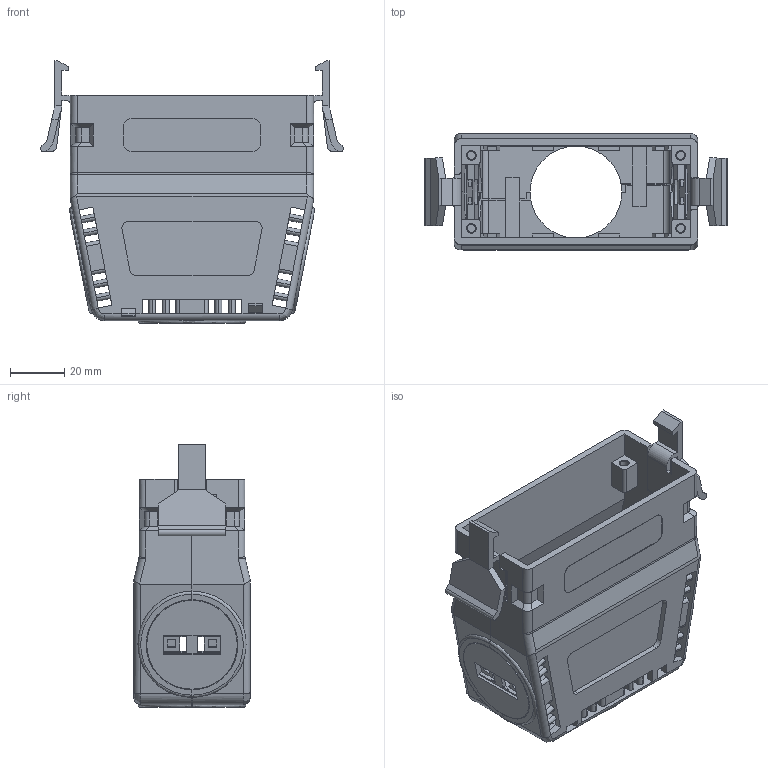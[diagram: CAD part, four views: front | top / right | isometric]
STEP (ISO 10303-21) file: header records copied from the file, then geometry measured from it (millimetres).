
FILE_DESCRIPTION(/* description */ (''),/* implementation_level */ '2;1');
FILE_NAME(/* name */ '100095092ugm000_b.stp',/* time_stamp */ '2018-03-22T13:24:21+01:00',/* author */ (''),/* organization */ (''),/* preprocessor_version */ 'ST-DEVELOPER v16',/* originating_system */ 'SIEMENS PLM Software NX 10.0',/* authorisation */ '');
FILE_SCHEMA (('AUTOMOTIVE_DESIGN { 1 0 10303 214 3 1 1 1 }'));
Length unit declared in the file: millimetre
Products named in the file (1): 100095092ugm000_b
Bounding box: 112 x 43 x 97.3 mm (x, y, z)
Volume: 59862.9 mm3; surface area: 57300.8 mm2
Topology: 4 solids, 4 shells, 775 faces, 2419 edges, 1722 vertices
Faces by surface type: plane 563, cylinder 184, bspline 24, cone 4
Full cylindrical faces by diameter (mm): 3 x4, 3.25 x4, 3.4 x4, 33.5 x2
Entity records: 29118 total; most frequent: CARTESIAN_POINT 6261, ORIENTED_EDGE 4610, DIRECTION 4182, EDGE_CURVE 2305, LINE 1858, VECTOR 1858, VERTEX_POINT 1549, AXIS2_PLACEMENT_3D 1162
